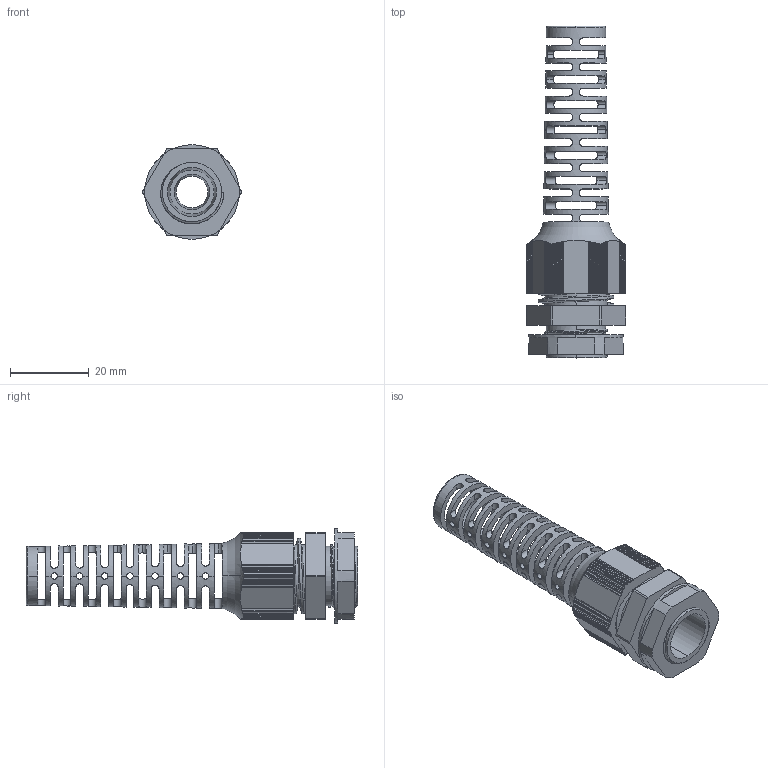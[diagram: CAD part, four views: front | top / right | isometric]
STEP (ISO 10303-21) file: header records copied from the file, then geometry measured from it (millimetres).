
FILE_DESCRIPTION (( 'STEP AP203' ), '1' );
FILE_NAME ('9478.STEP', '2020-07-28T15:37:13', ( '' ), ( '' ), 'SwSTEP 2.0', 'SolidWorks 2011', '' );
FILE_SCHEMA (( 'CONFIG_CONTROL_DESIGN' ));
Length unit declared in the file: millimetre
Products named in the file (1): 9478
Bounding box: 25.31 x 84.34 x 24 mm (x, y, z)
Volume: 10892.1 mm3; surface area: 10246.9 mm2
Topology: 1 solids, 1 shells, 587 faces, 1941 edges, 1282 vertices
Faces by surface type: cylinder 290, plane 223, cone 48, bspline 22, torus 4
Entity records: 27425 total; most frequent: CARTESIAN_POINT 11178, ORIENTED_EDGE 3882, DIRECTION 2893, EDGE_CURVE 1941, VERTEX_POINT 1282, AXIS2_PLACEMENT_3D 1061, LINE 771, VECTOR 771
